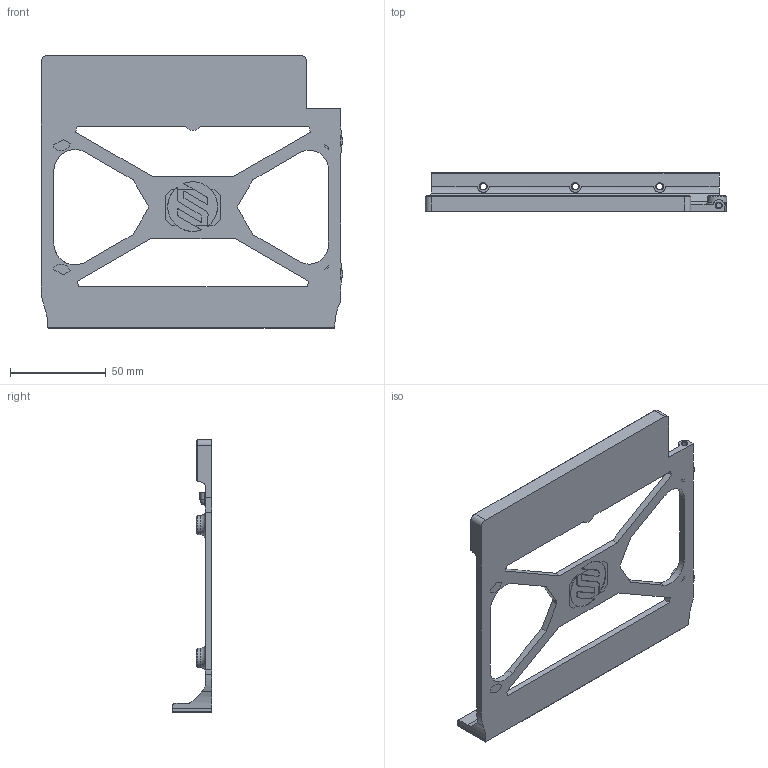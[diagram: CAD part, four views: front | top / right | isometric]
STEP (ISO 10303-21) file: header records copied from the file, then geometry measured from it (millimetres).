
FILE_DESCRIPTION(/* description */ (''),/* implementation_level */ '2;1');
FILE_NAME(/* name */ 'Ebox v3.step',/* time_stamp */ '2024-06-10T20:21:20+01:00',/* author */ (''),/* organization */ (''),/* preprocessor_version */ 'ST-DEVELOPER v20',/* originating_system */ 'Autodesk Translation Framework v12.20.1.177',/* authorisation */ '');
FILE_SCHEMA (('AUTOMOTIVE_DESIGN { 1 0 10303 214 3 1 1 }'));
Length unit declared in the file: millimetre
Products named in the file (3): Ebox; Octo Mount; fysetc_logo v1
Assembly tree (2 placements, depth 2):
  Ebox
    Octo Mount
    fysetc_logo v1
Bounding box: 157.64 x 20.79 x 142.72 mm (x, y, z)
Volume: 77657.8 mm3; surface area: 38572.9 mm2
Topology: 1 solids, 1 shells, 476 faces, 1337 edges, 891 vertices
Faces by surface type: plane 199, bspline 196, cylinder 53, cone 22, torus 5, sphere 1
Full cylindrical faces by diameter (mm): 2.7 x1, 3.3 x3, 4.3 x4, 4.4 x2, 9.999 x4
Entity records: 17791 total; most frequent: CARTESIAN_POINT 6518, ORIENTED_EDGE 2666, DIRECTION 1642, EDGE_CURVE 1333, VERTEX_POINT 891, LINE 758, VECTOR 758, EDGE_LOOP 522
